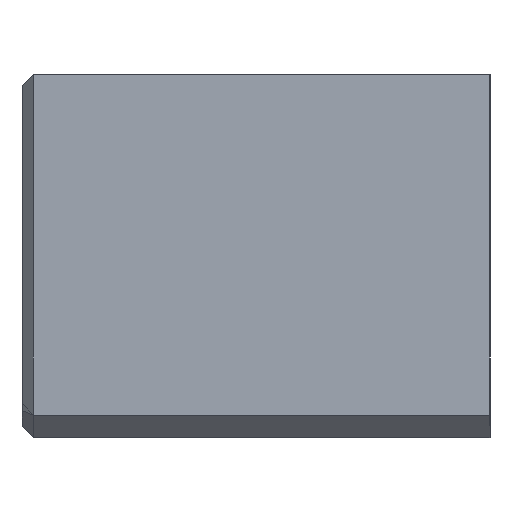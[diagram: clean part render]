
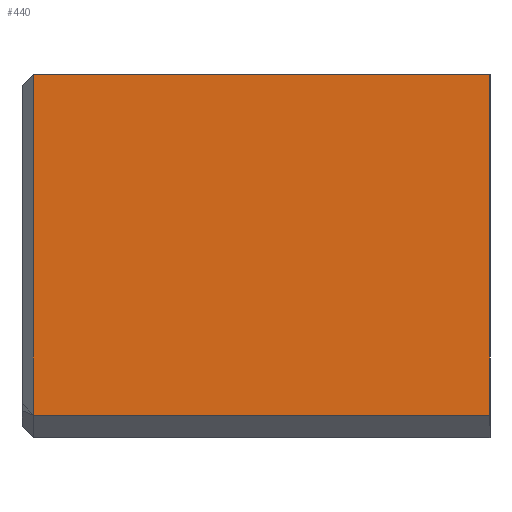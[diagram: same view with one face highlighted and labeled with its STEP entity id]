
A CAD part, left-side view. The second image highlights one B-rep face of the part: STEP entity #440.
In plain terms, the highlighted planar face has unit normal (-1, 0, 0).
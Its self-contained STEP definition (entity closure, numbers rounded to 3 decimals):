
#24 = ORIENTED_EDGE ( 'NONE', *, *, #749, .F. ) ;
#67 = DIRECTION ( 'NONE',  ( 1., 0., 0. ) ) ;
#99 = VECTOR ( 'NONE', #547, 1000. ) ;
#115 = LINE ( 'NONE', #728, #99 ) ;
#133 = DIRECTION ( 'NONE',  ( 0., -1., 0. ) ) ;
#145 = CARTESIAN_POINT ( 'NONE',  ( -12.5, 3.2, -9.1 ) ) ;
#193 = VECTOR ( 'NONE', #202, 1000. ) ;
#202 = DIRECTION ( 'NONE',  ( 0., 0., -1. ) ) ;
#261 = CARTESIAN_POINT ( 'NONE',  ( -12.5, 3.2, 0. ) ) ;
#314 = LINE ( 'NONE', #884, #545 ) ;
#318 = ORIENTED_EDGE ( 'NONE', *, *, #1171, .T. ) ;
#353 = CARTESIAN_POINT ( 'NONE',  ( -12.5, 0., -9.1 ) ) ;
#356 = VERTEX_POINT ( 'NONE', #983 ) ;
#357 = EDGE_CURVE ( 'NONE', #427, #646, #1062, .T. ) ;
#427 = VERTEX_POINT ( 'NONE', #488 ) ;
#440 = ADVANCED_FACE ( 'NONE', ( #1151 ), #697, .F. ) ;
#480 = EDGE_LOOP ( 'NONE', ( #24, #318, #1125, #676 ) ) ;
#488 = CARTESIAN_POINT ( 'NONE',  ( -12.5, 12.2, -9.1 ) ) ;
#545 = VECTOR ( 'NONE', #888, 1000. ) ;
#547 = DIRECTION ( 'NONE',  ( 0., 0., -1. ) ) ;
#584 = AXIS2_PLACEMENT_3D ( 'NONE', #261, #67, #795 ) ;
#646 = VERTEX_POINT ( 'NONE', #353 ) ;
#650 = CARTESIAN_POINT ( 'NONE',  ( -12.5, 12.2, -9.1 ) ) ;
#676 = ORIENTED_EDGE ( 'NONE', *, *, #1031, .F. ) ;
#697 = PLANE ( 'NONE',  #584 ) ;
#728 = CARTESIAN_POINT ( 'NONE',  ( -12.5, 0., 0. ) ) ;
#749 = EDGE_CURVE ( 'NONE', #922, #356, #314, .T. ) ;
#795 = DIRECTION ( 'NONE',  ( 0., 0., 1. ) ) ;
#884 = CARTESIAN_POINT ( 'NONE',  ( -12.5, 3.2, 0. ) ) ;
#888 = DIRECTION ( 'NONE',  ( 0., -1., 0. ) ) ;
#922 = VERTEX_POINT ( 'NONE', #1133 ) ;
#983 = CARTESIAN_POINT ( 'NONE',  ( -12.5, 0., 0. ) ) ;
#1031 = EDGE_CURVE ( 'NONE', #356, #646, #115, .T. ) ;
#1062 = LINE ( 'NONE', #145, #1093 ) ;
#1093 = VECTOR ( 'NONE', #133, 1000. ) ;
#1125 = ORIENTED_EDGE ( 'NONE', *, *, #357, .T. ) ;
#1133 = CARTESIAN_POINT ( 'NONE',  ( -12.5, 12.2, 0. ) ) ;
#1140 = LINE ( 'NONE', #650, #193 ) ;
#1151 = FACE_OUTER_BOUND ( 'NONE', #480, .T. ) ;
#1171 = EDGE_CURVE ( 'NONE', #922, #427, #1140, .T. ) ;
